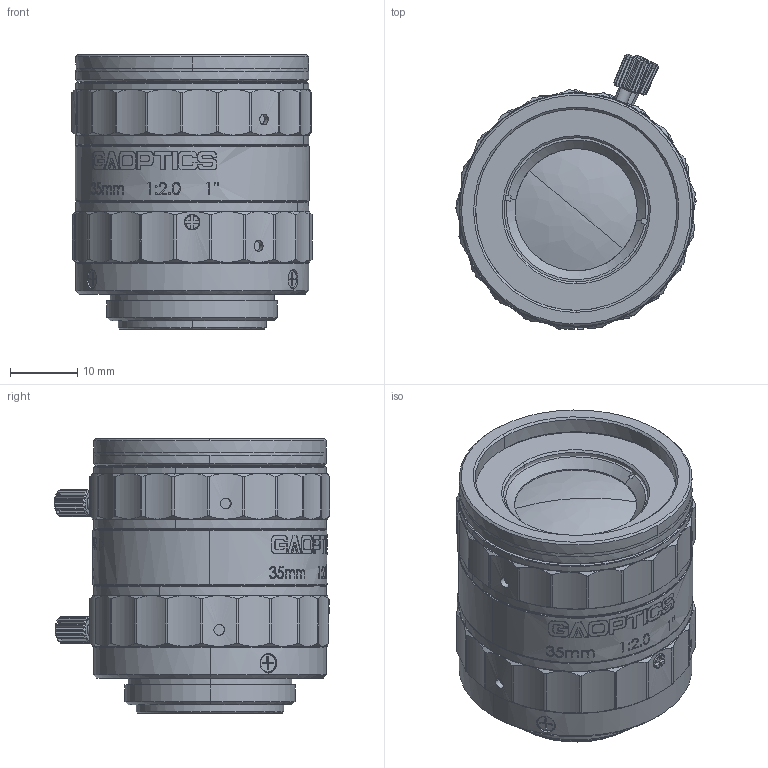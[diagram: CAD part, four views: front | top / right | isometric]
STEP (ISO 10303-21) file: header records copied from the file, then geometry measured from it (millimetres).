
FILE_DESCRIPTION (( 'STEP AP203' ), '1' );
FILE_NAME ('600025.STEP', '2021-08-06T07:37:06', ( '' ), ( '' ), 'SwSTEP 2.0', 'SolidWorks 2020', '' );
FILE_SCHEMA (( 'CONFIG_CONTROL_DESIGN' ));
Products named in the file (1): 600025
Bounding box: 35.77 x 41.05 x 40.89 mm (x, y, z)
Surface area: 15445.2 mm2 (no closed solid volume)
Topology: 0 solids, 11 shells, 998 faces, 2916 edges, 2020 vertices
Faces by surface type: bspline 998
Entity records: 45998 total; most frequent: CARTESIAN_POINT 29236, ORIENTED_EDGE 5732, EDGE_CURVE 2897, B_SPLINE_CURVE_WITH_KNOTS 2333, VERTEX_POINT 2015, EDGE_LOOP 1122, FACE_OUTER_BOUND 996, ADVANCED_FACE 994
